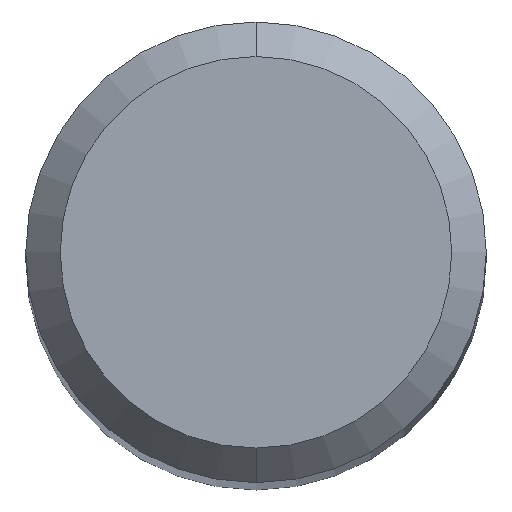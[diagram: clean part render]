
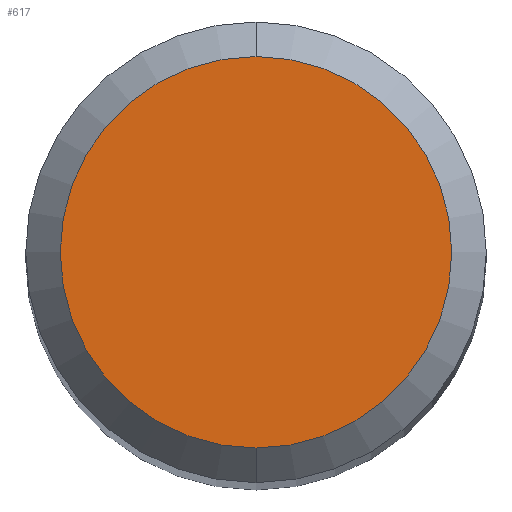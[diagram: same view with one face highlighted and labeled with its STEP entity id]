
A CAD part, top view. The second image highlights one B-rep face of the part: STEP entity #617.
In plain terms, the highlighted planar face has unit normal (0, 0, 1).
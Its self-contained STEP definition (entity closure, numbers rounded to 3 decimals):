
#457=EDGE_CURVE('',#497,#1021,#1144,.T.);
#497=VERTEX_POINT('',#1190);
#617=ADVANCED_FACE('',(#1322),#1323,.T.);
#913=EDGE_CURVE('',#1021,#497,#1642,.T.);
#1021=VERTEX_POINT('',#1761);
#1144=CIRCLE('',#2266,1.7);
#1190=CARTESIAN_POINT('',(0.,-1.7,0.0));
#1322=FACE_OUTER_BOUND('',#3009,.T.);
#1323=PLANE('',#3010);
#1642=CIRCLE('',#4251,1.7);
#1761=CARTESIAN_POINT('',(0.0,1.7,0.0));
#2266=AXIS2_PLACEMENT_3D('',#4840,#4841,#4842);
#3009=EDGE_LOOP('',(#5048,#5049));
#3010=AXIS2_PLACEMENT_3D('',#5050,#5051,#5052);
#4251=AXIS2_PLACEMENT_3D('',#5349,#5350,#5351);
#4840=CARTESIAN_POINT('',(0.0,0.0,0.0));
#4841=DIRECTION('',(0.0,0.0,-1.0));
#4842=DIRECTION('',(0.0,1.0,0.0));
#5048=ORIENTED_EDGE('',*,*,#913,.F.);
#5049=ORIENTED_EDGE('',*,*,#457,.F.);
#5050=CARTESIAN_POINT('',(0.0,0.85,0.0));
#5051=DIRECTION('',(-0.0,0.0,1.0));
#5052=DIRECTION('',(0.0,-1.0,0.0));
#5349=CARTESIAN_POINT('',(0.0,0.0,0.0));
#5350=DIRECTION('',(0.0,0.0,-1.0));
#5351=DIRECTION('',(0.0,1.0,0.0));
